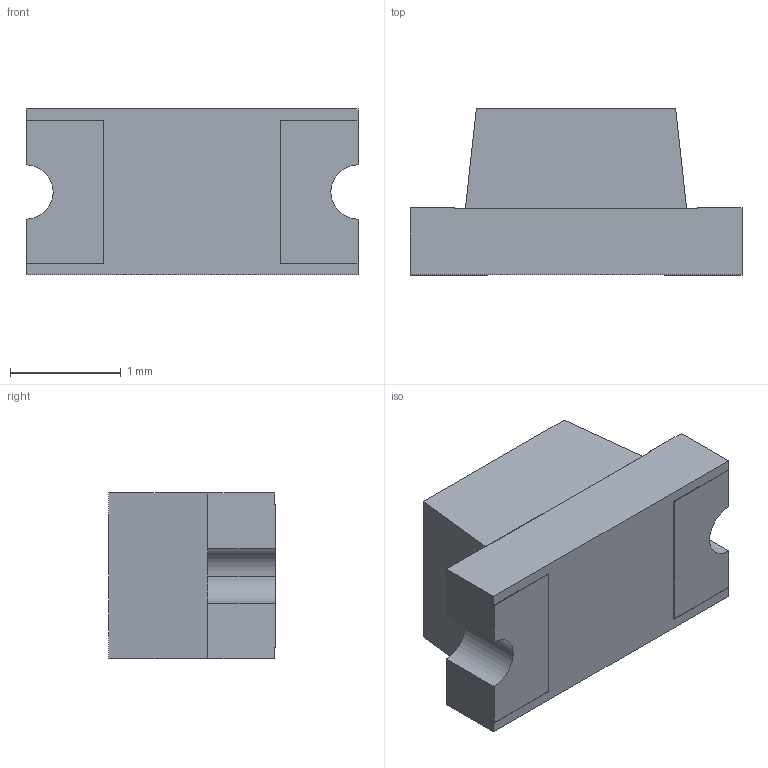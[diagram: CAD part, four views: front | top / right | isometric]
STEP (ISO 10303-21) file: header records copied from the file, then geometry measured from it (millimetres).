
FILE_DESCRIPTION (( 'STEP AP203' ), '1' );
FILE_NAME ('CMDA1xx7A1X.STEP', '2018-05-14T22:48:55', ( '' ), ( '' ), 'SwSTEP 2.0', 'SolidWorks 2016', '' );
FILE_SCHEMA (( 'CONFIG_CONTROL_DESIGN' ));
Length unit declared in the file: millimetre
Products named in the file (1): CMDA1xx7A1X
Bounding box: 3 x 1.5 x 1.5 mm (x, y, z)
Volume: 5 mm3; surface area: 27.1 mm2
Topology: 2 solids, 2 shells, 34 faces, 87 edges, 57 vertices
Faces by surface type: plane 27, cylinder 5, torus 2
Entity records: 1086 total; most frequent: CARTESIAN_POINT 177, ORIENTED_EDGE 170, DIRECTION 169, EDGE_CURVE 85, VECTOR 71, LINE 71, VERTEX_POINT 57, AXIS2_PLACEMENT_3D 49
